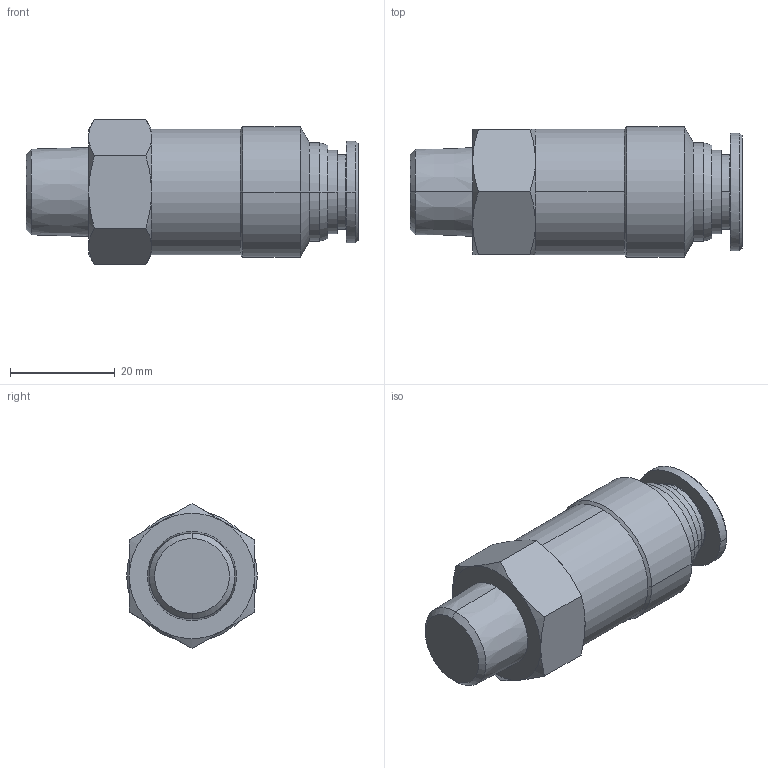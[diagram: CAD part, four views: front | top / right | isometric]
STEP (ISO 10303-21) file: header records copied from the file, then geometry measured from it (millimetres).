
FILE_DESCRIPTION((''),'2;1');
FILE_NAME('GPCVC 1203.stp','2017-07-11T14:11:33',(''),(''),'Mechanical Desktop 2009','Mechanical Desktop 2009',', , ');
FILE_SCHEMA(('CONFIG_CONTROL_DESIGN'));
Length unit declared in the file: millimetre
Products named in the file (2): GPCVC 1203; ºÎÇ°1
Assembly tree (1 placements, depth 2):
  GPCVC 1203
    ºÎÇ°1
Bounding box: 63.5 x 25 x 27.71 mm (x, y, z)
Volume: 22282 mm3; surface area: 6488 mm2
Topology: 1 solids, 1 shells, 392 faces, 1100 edges, 725 vertices
Faces by surface type: plane 345, cone 26, cylinder 13, bspline 8
Entity records: 12859 total; most frequent: CARTESIAN_POINT 2718, ORIENTED_EDGE 2200, DIRECTION 1888, EDGE_CURVE 1100, VECTOR 1006, LINE 1006, VERTEX_POINT 725, AXIS2_PLACEMENT_3D 441
